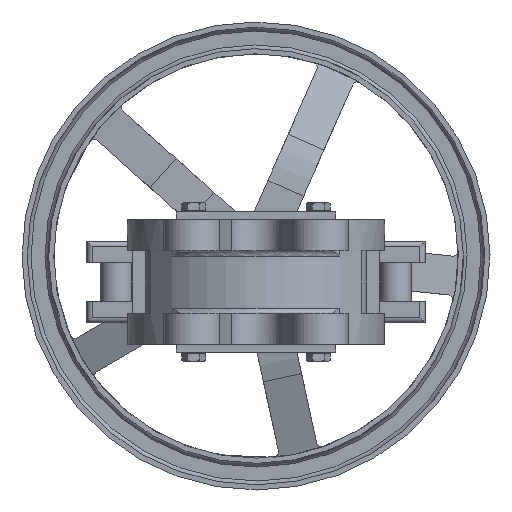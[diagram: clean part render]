
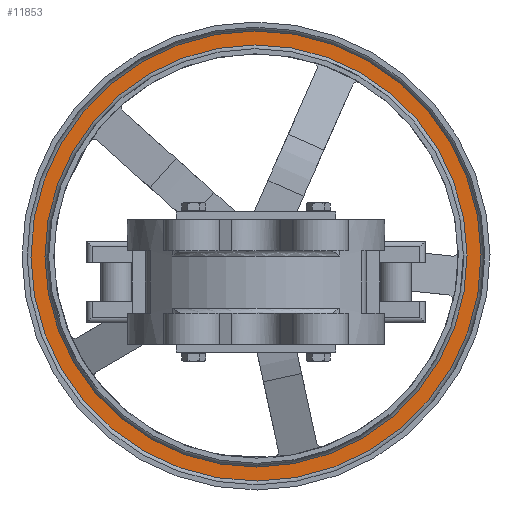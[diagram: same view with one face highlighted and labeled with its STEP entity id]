
A CAD part, front view. The second image highlights one B-rep face of the part: STEP entity #11853.
In plain terms, the highlighted planar face has unit normal (0, -1, 0).
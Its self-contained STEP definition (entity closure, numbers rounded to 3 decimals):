
#895=CIRCLE('',#12989,81.171);
#925=CIRCLE('',#13048,86.562);
#1068=FACE_BOUND('',#2415,.T.);
#1700=FACE_OUTER_BOUND('',#2414,.T.);
#2414=EDGE_LOOP('',(#9862));
#2415=EDGE_LOOP('',(#9863));
#5248=VERTEX_POINT('',#21727);
#5293=VERTEX_POINT('',#21874);
#6782=EDGE_CURVE('',#5248,#5248,#895,.T.);
#6856=EDGE_CURVE('',#5293,#5293,#925,.F.);
#9862=ORIENTED_EDGE('',*,*,#6856,.F.);
#9863=ORIENTED_EDGE('',*,*,#6782,.T.);
#10680=PLANE('',#13050);
#11853=ADVANCED_FACE('',(#1700,#1068),#10680,.F.);
#12989=AXIS2_PLACEMENT_3D('',#21728,#15738,#15739);
#13048=AXIS2_PLACEMENT_3D('',#21876,#15900,#15901);
#13050=AXIS2_PLACEMENT_3D('',#21878,#15904,#15905);
#15738=DIRECTION('center_axis',(0.,1.,0.));
#15739=DIRECTION('ref_axis',(0.,0.,1.));
#15900=DIRECTION('center_axis',(0.,-1.,0.));
#15901=DIRECTION('ref_axis',(0.,0.,1.));
#15904=DIRECTION('center_axis',(0.,1.,0.));
#15905=DIRECTION('ref_axis',(0.,0.,1.));
#21727=CARTESIAN_POINT('',(0.,26.628,-81.171));
#21728=CARTESIAN_POINT('Origin',(0.,26.628,0.));
#21874=CARTESIAN_POINT('',(0.,26.628,-86.562));
#21876=CARTESIAN_POINT('Origin',(0.,26.628,0.));
#21878=CARTESIAN_POINT('Origin',(0.,26.628,-80.51));
